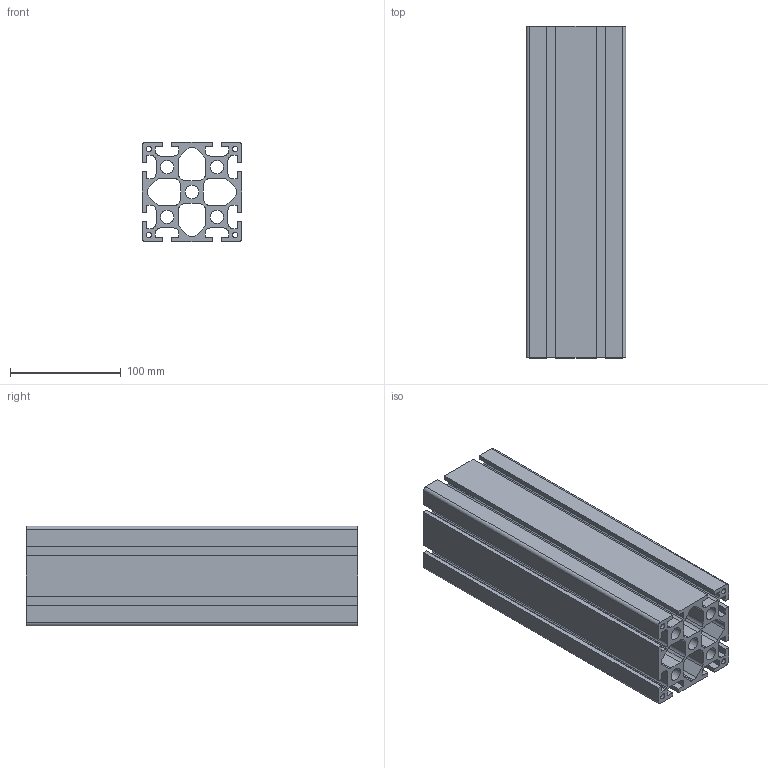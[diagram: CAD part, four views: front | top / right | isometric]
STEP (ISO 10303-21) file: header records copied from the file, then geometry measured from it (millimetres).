
FILE_DESCRIPTION (( 'STEP AP214' ), '1' );
FILE_NAME ('1728140686428.step', '2024-10-05T15:05:09', ( 'Windows User' ), ( '' ), 'SwSTEP 2.0', 'SolidWorks 2011', '' );
FILE_SCHEMA (( 'AUTOMOTIVE_DESIGN' ));
Length unit declared in the file: millimetre
Products named in the file (2): 1.11.090090.83SPx300.00(1); 1728140686428
Assembly tree (1 placements, depth 2):
  1728140686428
    1.11.090090.83SPx300.00(1)
Bounding box: 90 x 300 x 90 mm (x, y, z)
Volume: 983554.1 mm3; surface area: 411937.5 mm2
Topology: 1 solids, 1 shells, 210 faces, 624 edges, 416 vertices
Faces by surface type: plane 118, cylinder 92
Entity records: 7190 total; most frequent: CARTESIAN_POINT 1254, ORIENTED_EDGE 1248, DIRECTION 1236, EDGE_CURVE 624, LINE 440, VECTOR 440, VERTEX_POINT 416, AXIS2_PLACEMENT_3D 398
